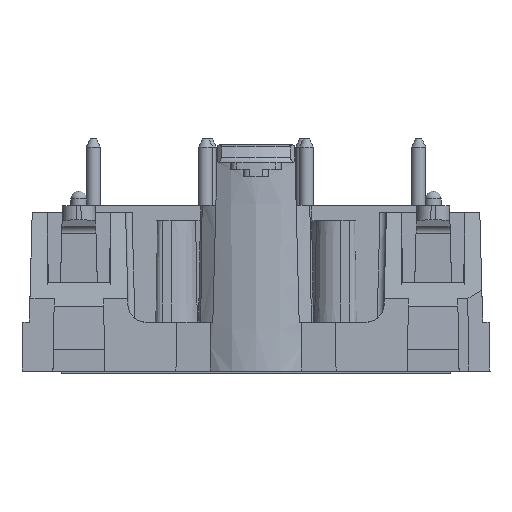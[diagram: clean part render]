
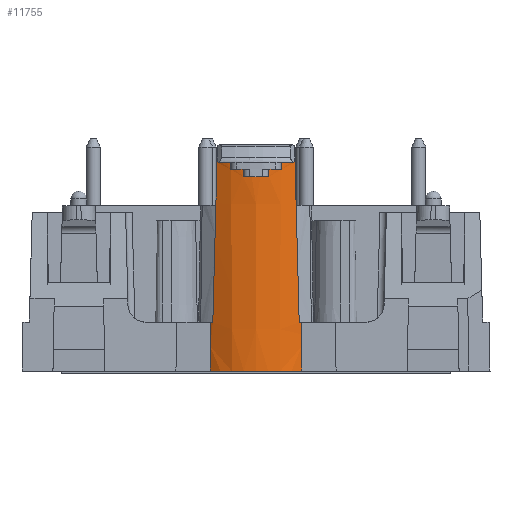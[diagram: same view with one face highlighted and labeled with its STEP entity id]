
A CAD part, left-side view. The second image highlights one B-rep face of the part: STEP entity #11755.
In plain terms, the highlighted conical face has half-angle 0.516 degrees and reference radius 5.5 mm.
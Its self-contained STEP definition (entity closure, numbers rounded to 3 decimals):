
#46=ELLIPSE('',#12250,283.039,6.957);
#47=ELLIPSE('',#12266,283.039,6.957);
#131=ELLIPSE('',#12473,248.172,3.71);
#132=ELLIPSE('',#12476,248.172,3.71);
#436=LINE('',#16352,#1190);
#439=LINE('',#16360,#1193);
#442=LINE('',#16368,#1196);
#445=LINE('',#16376,#1199);
#1190=VECTOR('',#13453,1000.);
#1193=VECTOR('',#13462,1000.);
#1196=VECTOR('',#13471,1000.);
#1199=VECTOR('',#13480,1000.);
#2227=CIRCLE('',#12248,5.5);
#2228=CIRCLE('',#12252,5.6);
#2229=CIRCLE('',#12255,5.595);
#2230=CIRCLE('',#12258,5.591);
#2231=CIRCLE('',#12261,5.595);
#2232=CIRCLE('',#12264,5.6);
#2234=CIRCLE('',#12270,5.5);
#2252=CIRCLE('',#12475,5.469);
#3327=ORIENTED_EDGE('',*,*,#5348,.T.);
#3328=ORIENTED_EDGE('',*,*,#5349,.F.);
#3329=ORIENTED_EDGE('',*,*,#5018,.T.);
#3330=ORIENTED_EDGE('',*,*,#5015,.T.);
#3331=ORIENTED_EDGE('',*,*,#5013,.T.);
#3332=ORIENTED_EDGE('',*,*,#5011,.T.);
#3333=ORIENTED_EDGE('',*,*,#5009,.T.);
#3334=ORIENTED_EDGE('',*,*,#5007,.T.);
#3335=ORIENTED_EDGE('',*,*,#5005,.T.);
#3336=ORIENTED_EDGE('',*,*,#5003,.T.);
#3337=ORIENTED_EDGE('',*,*,#5001,.T.);
#3338=ORIENTED_EDGE('',*,*,#4999,.T.);
#3339=ORIENTED_EDGE('',*,*,#4997,.T.);
#3340=ORIENTED_EDGE('',*,*,#4995,.T.);
#3341=ORIENTED_EDGE('',*,*,#4994,.T.);
#3342=ORIENTED_EDGE('',*,*,#5347,.F.);
#4994=EDGE_CURVE('',#6124,#6125,#2227,.T.);
#4995=EDGE_CURVE('',#6126,#6124,#46,.T.);
#4997=EDGE_CURVE('',#6127,#6126,#2228,.T.);
#4999=EDGE_CURVE('',#6128,#6127,#436,.T.);
#5001=EDGE_CURVE('',#6129,#6128,#2229,.T.);
#5003=EDGE_CURVE('',#6130,#6129,#439,.T.);
#5005=EDGE_CURVE('',#6131,#6130,#2230,.T.);
#5007=EDGE_CURVE('',#6132,#6131,#442,.T.);
#5009=EDGE_CURVE('',#6133,#6132,#2231,.T.);
#5011=EDGE_CURVE('',#6134,#6133,#445,.T.);
#5013=EDGE_CURVE('',#6135,#6134,#2232,.T.);
#5015=EDGE_CURVE('',#6136,#6135,#47,.T.);
#5018=EDGE_CURVE('',#6137,#6136,#2234,.T.);
#5347=EDGE_CURVE('',#6374,#6125,#131,.T.);
#5348=EDGE_CURVE('',#6374,#6375,#2252,.T.);
#5349=EDGE_CURVE('',#6137,#6375,#132,.T.);
#6124=VERTEX_POINT('',#16339);
#6125=VERTEX_POINT('',#16341);
#6126=VERTEX_POINT('',#16345);
#6127=VERTEX_POINT('',#16349);
#6128=VERTEX_POINT('',#16353);
#6129=VERTEX_POINT('',#16357);
#6130=VERTEX_POINT('',#16361);
#6131=VERTEX_POINT('',#16365);
#6132=VERTEX_POINT('',#16369);
#6133=VERTEX_POINT('',#16373);
#6134=VERTEX_POINT('',#16377);
#6135=VERTEX_POINT('',#16381);
#6136=VERTEX_POINT('',#16385);
#6137=VERTEX_POINT('',#16389);
#6374=VERTEX_POINT('',#17058);
#6375=VERTEX_POINT('',#17062);
#6991=EDGE_LOOP('',(#3327,#3328,#3329,#3330,#3331,#3332,#3333,#3334,#3335,
#3336,#3337,#3338,#3339,#3340,#3341,#3342));
#7619=FACE_BOUND('',#6991,.T.);
#8066=CONICAL_SURFACE('',#12474,5.5,0.009);
#11755=ADVANCED_FACE('',(#7619),#8066,.T.);
#12248=AXIS2_PLACEMENT_3D('',#16342,#13439,#13440);
#12250=AXIS2_PLACEMENT_3D('',#16344,#13443,#13444);
#12252=AXIS2_PLACEMENT_3D('',#16348,#13448,#13449);
#12255=AXIS2_PLACEMENT_3D('',#16356,#13457,#13458);
#12258=AXIS2_PLACEMENT_3D('',#16364,#13466,#13467);
#12261=AXIS2_PLACEMENT_3D('',#16372,#13475,#13476);
#12264=AXIS2_PLACEMENT_3D('',#16380,#13484,#13485);
#12266=AXIS2_PLACEMENT_3D('',#16384,#13489,#13490);
#12270=AXIS2_PLACEMENT_3D('',#16390,#13497,#13498);
#12473=AXIS2_PLACEMENT_3D('',#17059,#14132,#14133);
#12474=AXIS2_PLACEMENT_3D('',#17060,#14134,#14135);
#12475=AXIS2_PLACEMENT_3D('',#17061,#14136,#14137);
#12476=AXIS2_PLACEMENT_3D('',#17063,#14138,#14139);
#13439=DIRECTION('',(0.,0.,-1.));
#13440=DIRECTION('',(-1.,0.,0.));
#13443=DIRECTION('',(0.,-1.,-0.026));
#13444=DIRECTION('',(0.,-0.026,1.));
#13448=DIRECTION('',(0.,0.,-1.));
#13449=DIRECTION('',(-1.,0.,0.));
#13453=DIRECTION('',(-0.009,0.,1.));
#13457=DIRECTION('',(0.,0.,-1.));
#13458=DIRECTION('',(-1.,0.,0.));
#13462=DIRECTION('',(-0.009,0.,1.));
#13466=DIRECTION('',(0.,0.,-1.));
#13467=DIRECTION('',(-1.,0.,0.));
#13471=DIRECTION('',(0.009,0.,-1.));
#13475=DIRECTION('',(0.,0.,-1.));
#13476=DIRECTION('',(-1.,0.,0.));
#13480=DIRECTION('',(0.009,0.,-1.));
#13484=DIRECTION('',(0.,0.,-1.));
#13485=DIRECTION('',(-1.,0.,0.));
#13489=DIRECTION('',(0.,1.,-0.026));
#13490=DIRECTION('',(0.,0.026,1.));
#13497=DIRECTION('',(0.,0.,-1.));
#13498=DIRECTION('',(-1.,0.,0.));
#14132=DIRECTION('',(1.,0.,0.017));
#14133=DIRECTION('',(-0.017,0.,1.));
#14134=DIRECTION('',(0.,0.,1.));
#14135=DIRECTION('',(-1.,0.,0.));
#14136=DIRECTION('',(0.,0.,1.));
#14137=DIRECTION('',(1.,0.,0.));
#14138=DIRECTION('',(1.,0.,0.017));
#14139=DIRECTION('',(-0.017,0.,1.));
#16339=CARTESIAN_POINT('',(-32.11,3.,3.25));
#16341=CARTESIAN_POINT('',(-32.,3.162,3.25));
#16342=CARTESIAN_POINT('',(-27.5,0.,3.25));
#16344=CARTESIAN_POINT('',(-27.5,-2.549,215.159));
#16345=CARTESIAN_POINT('',(-32.401,2.709,14.35));
#16348=CARTESIAN_POINT('',(-27.5,0.,14.35));
#16349=CARTESIAN_POINT('',(-32.82,1.75,14.35));
#16352=CARTESIAN_POINT('',(-32.817,1.75,14.1));
#16353=CARTESIAN_POINT('',(-32.815,1.75,13.85));
#16356=CARTESIAN_POINT('',(-27.5,0.,13.85));
#16357=CARTESIAN_POINT('',(-33.023,0.9,13.85));
#16360=CARTESIAN_POINT('',(-33.02,0.9,13.6));
#16361=CARTESIAN_POINT('',(-33.018,0.9,13.35));
#16364=CARTESIAN_POINT('',(-27.5,0.,13.35));
#16365=CARTESIAN_POINT('',(-33.018,-0.9,13.35));
#16368=CARTESIAN_POINT('',(-33.02,-0.9,13.6));
#16369=CARTESIAN_POINT('',(-33.023,-0.9,13.85));
#16372=CARTESIAN_POINT('',(-27.5,0.,13.85));
#16373=CARTESIAN_POINT('',(-32.815,-1.75,13.85));
#16376=CARTESIAN_POINT('',(-32.817,-1.75,14.1));
#16377=CARTESIAN_POINT('',(-32.82,-1.75,14.35));
#16380=CARTESIAN_POINT('',(-27.5,0.,14.35));
#16381=CARTESIAN_POINT('',(-32.401,-2.709,14.35));
#16384=CARTESIAN_POINT('',(-27.5,2.549,215.159));
#16385=CARTESIAN_POINT('',(-32.11,-3.,3.25));
#16389=CARTESIAN_POINT('',(-32.,-3.162,3.25));
#16390=CARTESIAN_POINT('',(-27.5,0.,3.25));
#17058=CARTESIAN_POINT('',(-31.941,3.193,-0.15));
#17059=CARTESIAN_POINT('',(-29.735,0.,-126.486));
#17060=CARTESIAN_POINT('',(-27.5,0.,3.25));
#17061=CARTESIAN_POINT('',(-27.5,0.,-0.15));
#17062=CARTESIAN_POINT('',(-31.941,-3.193,-0.15));
#17063=CARTESIAN_POINT('',(-29.735,0.,-126.486));
